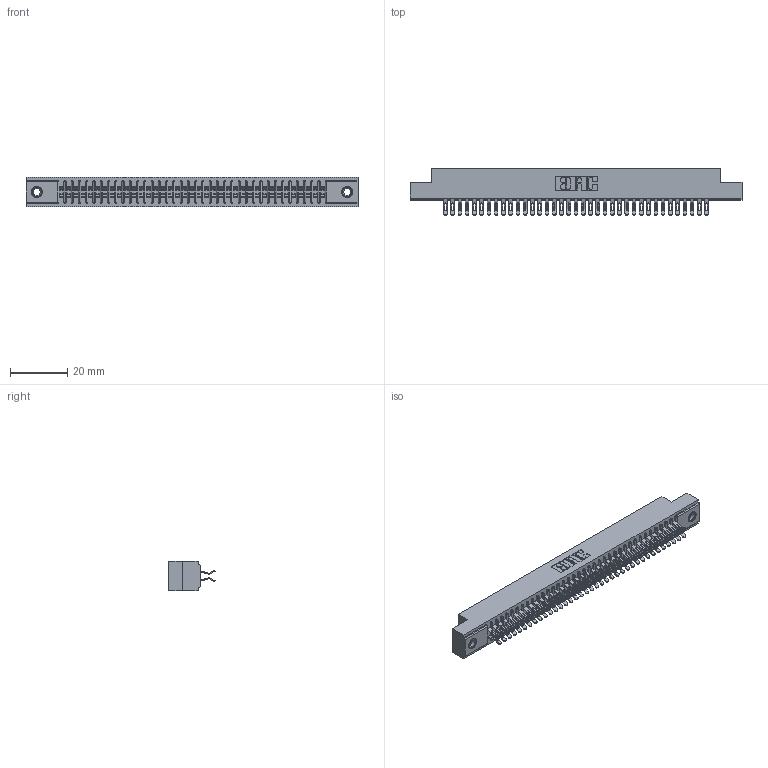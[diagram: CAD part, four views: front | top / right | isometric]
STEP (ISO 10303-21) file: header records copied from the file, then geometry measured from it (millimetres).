
FILE_DESCRIPTION (( 'STEP AP203' ), '1' );
FILE_NAME ('341-074-555-207.STEP', '2018-08-07T20:30:22', ( '' ), ( '' ), 'SwSTEP 2.0', 'SolidWorks 2016', '' );
FILE_SCHEMA (( 'CONFIG_CONTROL_DESIGN' ));
Length unit declared in the file: inch
Products named in the file (4): 345-250-001_345-250-005-103; 341-074-555-207; 341 Part_.156 (3.96) Dia Mounting Holes; 341-292-001_341-292-155
Assembly tree (77 placements, depth 2):
  341-074-555-207
    341 Part_.156 (3.96) Dia Mounting Holes
    341-292-001_341-292-155  x74
    345-250-001_345-250-005-103  x2
Bounding box: 116.2 x 16.31 x 10.16 mm (x, y, z)
Volume: 8657.3 mm3; surface area: 15849.1 mm2
Topology: 77 solids, 77 shells, 5948 faces, 17731 edges, 11538 vertices
Faces by surface type: plane 3208, cylinder 2576, sphere 76, torus 76, cone 12
Entity records: 47099 total; most frequent: CARTESIAN_POINT 7828, ORIENTED_EDGE 7762, DIRECTION 7601, EDGE_CURVE 3881, VECTOR 3111, LINE 3111, VERTEX_POINT 2456, AXIS2_PLACEMENT_3D 2245
